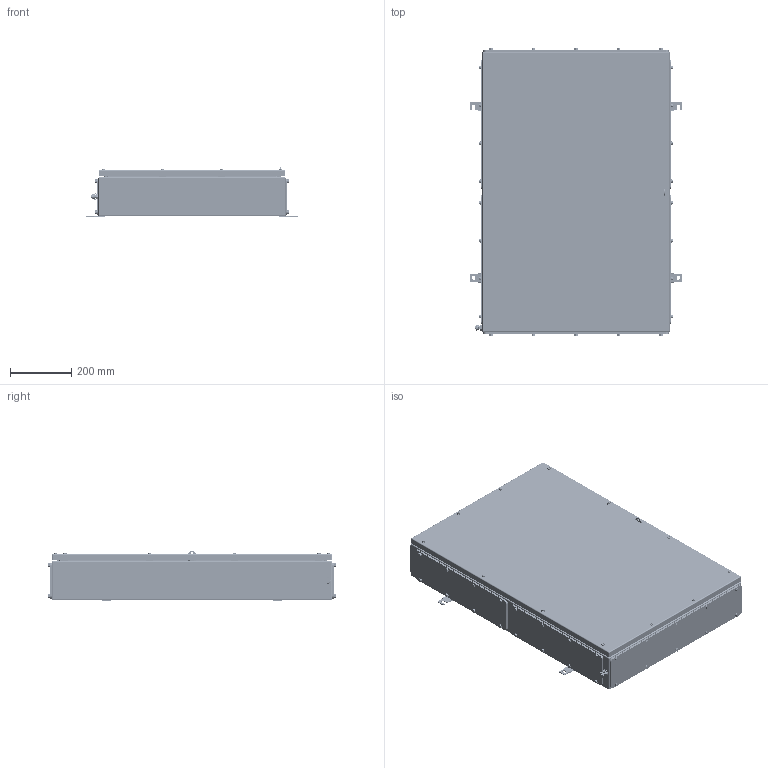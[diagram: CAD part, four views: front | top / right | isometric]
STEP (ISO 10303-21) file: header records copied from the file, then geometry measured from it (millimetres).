
FILE_DESCRIPTION(('CATIA V5 STEP Exchange','CAx-IF Rec.Pracs.--- Model Styling and Organization---1.4--- 2014-01-23'),'2;1');
FILE_NAME ('008593-5_3_1195540000_1195540000.stp','2019-09-24T05:57:42+00:00',('none'),('Weidmueller'),'CATIA Version 5-6 Release 2016 SP3 HF44','CATIA V5 STEP AP214','none');
FILE_SCHEMA(('AUTOMOTIVE_DESIGN { 1 0 10303 214 1 1 1 1 }'));
Products named in the file (1): 1195540000
Bounding box: 691 x 936 x 165 mm (x, y, z)
Volume: 3888621.2 mm3; surface area: 4178177.4 mm2
Topology: 171 solids, 171 shells, 4961 faces, 11502 edges, 6905 vertices
Faces by surface type: cylinder 2271, plane 1798, cone 334, torus 278, sphere 200, bspline 80
Entity records: 137629 total; most frequent: CARTESIAN_POINT 32369, ORIENTED_EDGE 22328, DIRECTION 18212, EDGE_CURVE 11164, AXIS2_PLACEMENT_3D 8450, VERTEX_POINT 6905, VECTOR 5959, LINE 5959
